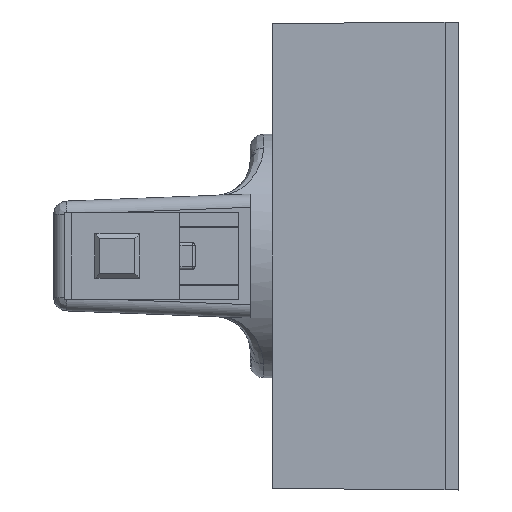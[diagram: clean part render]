
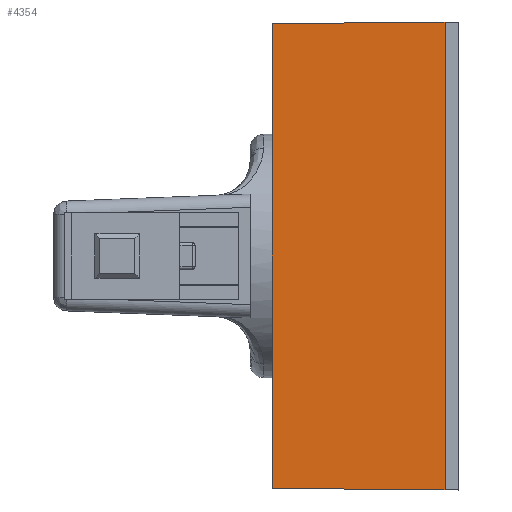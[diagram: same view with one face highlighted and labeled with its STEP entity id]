
A CAD part, left-side view. The second image highlights one B-rep face of the part: STEP entity #4354.
In plain terms, the highlighted planar face has unit normal (-1, 0.009, 0).
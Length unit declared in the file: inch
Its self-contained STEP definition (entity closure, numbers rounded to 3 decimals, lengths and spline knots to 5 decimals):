
#618 = CARTESIAN_POINT ( 'NONE',  ( -0.89253, 0.05906, 1.04016 ) ) ;
#653 = CARTESIAN_POINT ( 'NONE',  ( -0.88583, 0.82677, -1.03346 ) ) ;
#953 = EDGE_CURVE ( 'NONE', #6385, #12176, #6571, .T. ) ;
#1176 = ORIENTED_EDGE ( 'NONE', *, *, #3301, .T. ) ;
#1308 = CARTESIAN_POINT ( 'NONE',  ( -0.88583, 0.82677, 1.03346 ) ) ;
#1610 = ORIENTED_EDGE ( 'NONE', *, *, #953, .F. ) ;
#1729 = VERTEX_POINT ( 'NONE', #13176 ) ;
#1805 = LINE ( 'NONE', #13390, #12788 ) ;
#1950 = EDGE_CURVE ( 'NONE', #6385, #1729, #1805, .T. ) ;
#2053 = VECTOR ( 'NONE', #2194, 39.37008 ) ;
#2194 = DIRECTION ( 'NONE',  ( 0., 0., 1. ) ) ;
#2306 = AXIS2_PLACEMENT_3D ( 'NONE', #1308, #11945, #5493 ) ;
#2342 = FACE_OUTER_BOUND ( 'NONE', #10436, .T. ) ;
#3301 = EDGE_CURVE ( 'NONE', #1729, #11168, #12551, .T. ) ;
#3580 = ORIENTED_EDGE ( 'NONE', *, *, #8856, .F. ) ;
#3990 = DIRECTION ( 'NONE',  ( -0.009, -1., -0.009 ) ) ;
#4354 = ADVANCED_FACE ( 'Defeature ausgef�hrt1_97', ( #2342 ), #7758, .T. ) ;
#5493 = DIRECTION ( 'NONE',  ( -0.009, -1., 0. ) ) ;
#5894 = CARTESIAN_POINT ( 'NONE',  ( -0.88583, 0.82677, 1.03346 ) ) ;
#6385 = VERTEX_POINT ( 'NONE', #653 ) ;
#6571 = LINE ( 'NONE', #11854, #7517 ) ;
#6647 = ORIENTED_EDGE ( 'NONE', *, *, #1950, .T. ) ;
#6955 = VECTOR ( 'NONE', #8616, 39.37008 ) ;
#7517 = VECTOR ( 'NONE', #10821, 39.37008 ) ;
#7731 = CARTESIAN_POINT ( 'NONE',  ( -0.88583, 0.82677, 1.03346 ) ) ;
#7758 = PLANE ( 'NONE',  #2306 ) ;
#8228 = CARTESIAN_POINT ( 'NONE',  ( -0.89253, 0.05906, 1.03346 ) ) ;
#8616 = DIRECTION ( 'NONE',  ( -0.009, -1., 0.009 ) ) ;
#8856 = EDGE_CURVE ( 'NONE', #12176, #11168, #12948, .T. ) ;
#10436 = EDGE_LOOP ( 'NONE', ( #1610, #6647, #1176, #3580 ) ) ;
#10821 = DIRECTION ( 'NONE',  ( 0., 0., 1. ) ) ;
#11168 = VERTEX_POINT ( 'NONE', #618 ) ;
#11854 = CARTESIAN_POINT ( 'NONE',  ( -0.88583, 0.82677, 1.03346 ) ) ;
#11945 = DIRECTION ( 'NONE',  ( -1., 0.009, 0. ) ) ;
#12176 = VERTEX_POINT ( 'NONE', #5894 ) ;
#12551 = LINE ( 'NONE', #8228, #2053 ) ;
#12788 = VECTOR ( 'NONE', #3990, 39.37008 ) ;
#12948 = LINE ( 'NONE', #7731, #6955 ) ;
#13176 = CARTESIAN_POINT ( 'NONE',  ( -0.89253, 0.05906, -1.04016 ) ) ;
#13390 = CARTESIAN_POINT ( 'NONE',  ( -0.88583, 0.82677, -1.03346 ) ) ;
